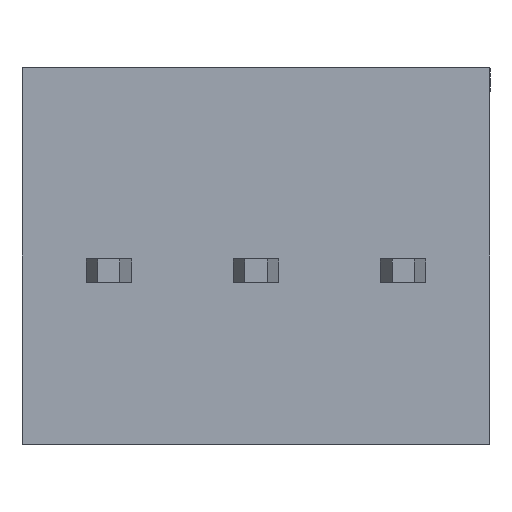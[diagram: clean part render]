
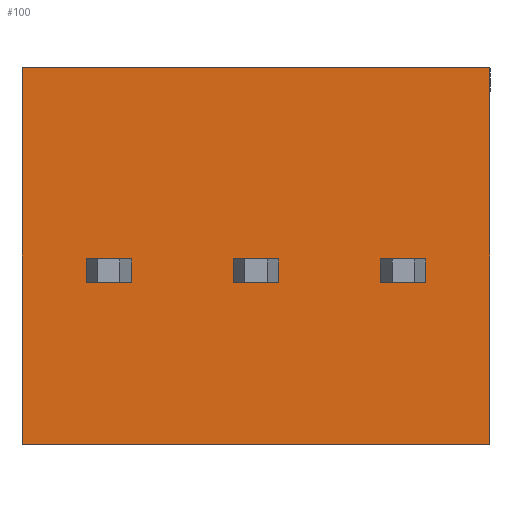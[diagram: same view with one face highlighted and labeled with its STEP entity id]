
A CAD part, front view. The second image highlights one B-rep face of the part: STEP entity #100.
In plain terms, the highlighted planar face has unit normal (0, -1, 0).
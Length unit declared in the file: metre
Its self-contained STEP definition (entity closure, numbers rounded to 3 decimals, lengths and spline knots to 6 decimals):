
#100 = ADVANCED_FACE( '', ( #220, #221, #222, #223 ), #224, .T. );
#220 = FACE_OUTER_BOUND( '', #362, .T. );
#221 = FACE_BOUND( '', #363, .T. );
#222 = FACE_BOUND( '', #364, .T. );
#223 = FACE_BOUND( '', #365, .T. );
#224 = PLANE( '', #366 );
#362 = EDGE_LOOP( '', ( #785, #786, #787, #788 ) );
#363 = EDGE_LOOP( '', ( #789, #790, #791, #792 ) );
#364 = EDGE_LOOP( '', ( #793, #794, #795, #796 ) );
#365 = EDGE_LOOP( '', ( #797, #798, #799, #800 ) );
#366 = AXIS2_PLACEMENT_3D( '', #801, #802, #803 );
#785 = ORIENTED_EDGE( '', *, *, #1024, .T. );
#786 = ORIENTED_EDGE( '', *, *, #986, .F. );
#787 = ORIENTED_EDGE( '', *, *, #1021, .F. );
#788 = ORIENTED_EDGE( '', *, *, #923, .T. );
#789 = ORIENTED_EDGE( '', *, *, #968, .T. );
#790 = ORIENTED_EDGE( '', *, *, #969, .T. );
#791 = ORIENTED_EDGE( '', *, *, #909, .F. );
#792 = ORIENTED_EDGE( '', *, *, #906, .F. );
#793 = ORIENTED_EDGE( '', *, *, #990, .T. );
#794 = ORIENTED_EDGE( '', *, *, #913, .T. );
#795 = ORIENTED_EDGE( '', *, *, #935, .F. );
#796 = ORIENTED_EDGE( '', *, *, #944, .F. );
#797 = ORIENTED_EDGE( '', *, *, #996, .T. );
#798 = ORIENTED_EDGE( '', *, *, #1025, .T. );
#799 = ORIENTED_EDGE( '', *, *, #998, .F. );
#800 = ORIENTED_EDGE( '', *, *, #889, .F. );
#801 = CARTESIAN_POINT( '', ( -0.004039, 0., 0.003505 ) );
#802 = DIRECTION( '', ( 0., -1., 0. ) );
#803 = DIRECTION( '', ( 0., 0., -1. ) );
#889 = EDGE_CURVE( '', #1039, #1041, #1042, .T. );
#906 = EDGE_CURVE( '', #1072, #1074, #1075, .T. );
#909 = EDGE_CURVE( '', #1074, #1079, #1080, .T. );
#913 = EDGE_CURVE( '', #1087, #1085, #1088, .T. );
#923 = EDGE_CURVE( '', #1106, #1104, #1107, .T. );
#935 = EDGE_CURVE( '', #1127, #1085, #1129, .T. );
#944 = EDGE_CURVE( '', #1141, #1127, #1143, .T. );
#968 = EDGE_CURVE( '', #1072, #1180, #1182, .T. );
#969 = EDGE_CURVE( '', #1180, #1079, #1183, .T. );
#986 = EDGE_CURVE( '', #1208, #1210, #1211, .T. );
#990 = EDGE_CURVE( '', #1141, #1087, #1216, .T. );
#996 = EDGE_CURVE( '', #1039, #1223, #1226, .T. );
#998 = EDGE_CURVE( '', #1041, #1228, #1229, .T. );
#1021 = EDGE_CURVE( '', #1106, #1208, #1260, .T. );
#1024 = EDGE_CURVE( '', #1104, #1210, #1264, .T. );
#1025 = EDGE_CURVE( '', #1223, #1228, #1265, .T. );
#1039 = VERTEX_POINT( '', #1284 );
#1041 = VERTEX_POINT( '', #1287 );
#1042 = LINE( '', #1288, #1289 );
#1072 = VERTEX_POINT( '', #1334 );
#1074 = VERTEX_POINT( '', #1337 );
#1075 = LINE( '', #1338, #1339 );
#1079 = VERTEX_POINT( '', #1345 );
#1080 = LINE( '', #1346, #1347 );
#1085 = VERTEX_POINT( '', #1354 );
#1087 = VERTEX_POINT( '', #1357 );
#1088 = LINE( '', #1358, #1359 );
#1104 = VERTEX_POINT( '', #1383 );
#1106 = VERTEX_POINT( '', #1386 );
#1107 = LINE( '', #1387, #1388 );
#1127 = VERTEX_POINT( '', #1416 );
#1129 = LINE( '', #1419, #1420 );
#1141 = VERTEX_POINT( '', #1439 );
#1143 = LINE( '', #1442, #1443 );
#1180 = VERTEX_POINT( '', #1501 );
#1182 = LINE( '', #1504, #1505 );
#1183 = LINE( '', #1506, #1507 );
#1208 = VERTEX_POINT( '', #1547 );
#1210 = VERTEX_POINT( '', #1550 );
#1211 = LINE( '', #1551, #1552 );
#1216 = LINE( '', #1560, #1561 );
#1223 = VERTEX_POINT( '', #1572 );
#1226 = LINE( '', #1576, #1577 );
#1228 = VERTEX_POINT( '', #1580 );
#1229 = LINE( '', #1581, #1582 );
#1260 = LINE( '', #1635, #1636 );
#1264 = LINE( '', #1641, #1642 );
#1265 = LINE( '', #1643, #1644 );
#1284 = CARTESIAN_POINT( '', ( -0.002934, 0., -0.000203 ) );
#1287 = CARTESIAN_POINT( '', ( -0.002146, 0., -0.000203 ) );
#1288 = CARTESIAN_POINT( '', ( -0.002934, 0., -0.000203 ) );
#1289 = VECTOR( '', #1663, 1. );
#1334 = CARTESIAN_POINT( '', ( 0.002146, 0., -0.000203 ) );
#1337 = CARTESIAN_POINT( '', ( 0.002934, 0., -0.000203 ) );
#1338 = CARTESIAN_POINT( '', ( 0.002146, 0., -0.000203 ) );
#1339 = VECTOR( '', #1680, 1. );
#1345 = CARTESIAN_POINT( '', ( 0.002934, 0., 0.000203 ) );
#1346 = CARTESIAN_POINT( '', ( 0.002934, 0., -0.000203 ) );
#1347 = VECTOR( '', #1683, 1. );
#1354 = CARTESIAN_POINT( '', ( 0.000394, 0., 0.000203 ) );
#1357 = CARTESIAN_POINT( '', ( -0.000394, 0., 0.000203 ) );
#1358 = CARTESIAN_POINT( '', ( -0.000394, 0., 0.000203 ) );
#1359 = VECTOR( '', #1687, 1. );
#1383 = CARTESIAN_POINT( '', ( -0.004039, 0., -0.002997 ) );
#1386 = CARTESIAN_POINT( '', ( -0.004039, 0., 0.003505 ) );
#1387 = CARTESIAN_POINT( '', ( -0.004039, 0., 0.003505 ) );
#1388 = VECTOR( '', #1697, 1. );
#1416 = CARTESIAN_POINT( '', ( 0.000394, 0., -0.000203 ) );
#1419 = CARTESIAN_POINT( '', ( 0.000394, 0., -0.000203 ) );
#1420 = VECTOR( '', #1713, 1. );
#1439 = CARTESIAN_POINT( '', ( -0.000394, 0., -0.000203 ) );
#1442 = CARTESIAN_POINT( '', ( -0.000394, 0., -0.000203 ) );
#1443 = VECTOR( '', #1722, 1. );
#1501 = CARTESIAN_POINT( '', ( 0.002146, 0., 0.000203 ) );
#1504 = CARTESIAN_POINT( '', ( 0.002146, 0., -0.000203 ) );
#1505 = VECTOR( '', #1748, 1. );
#1506 = CARTESIAN_POINT( '', ( 0.002146, 0., 0.000203 ) );
#1507 = VECTOR( '', #1749, 1. );
#1547 = CARTESIAN_POINT( '', ( 0.004039, 0., 0.003505 ) );
#1550 = CARTESIAN_POINT( '', ( 0.004039, 0., -0.002997 ) );
#1551 = CARTESIAN_POINT( '', ( 0.004039, 0., 0.003505 ) );
#1552 = VECTOR( '', #1766, 1. );
#1560 = CARTESIAN_POINT( '', ( -0.000394, 0., -0.000203 ) );
#1561 = VECTOR( '', #1770, 1. );
#1572 = CARTESIAN_POINT( '', ( -0.002934, 0., 0.000203 ) );
#1576 = CARTESIAN_POINT( '', ( -0.002934, 0., -0.000203 ) );
#1577 = VECTOR( '', #1776, 1. );
#1580 = CARTESIAN_POINT( '', ( -0.002146, 0., 0.000203 ) );
#1581 = CARTESIAN_POINT( '', ( -0.002146, 0., -0.000203 ) );
#1582 = VECTOR( '', #1778, 1. );
#1635 = CARTESIAN_POINT( '', ( -0.004039, 0., 0.003505 ) );
#1636 = VECTOR( '', #1801, 1. );
#1641 = CARTESIAN_POINT( '', ( -0.004039, 0., -0.002997 ) );
#1642 = VECTOR( '', #1806, 1. );
#1643 = CARTESIAN_POINT( '', ( -0.002934, 0., 0.000203 ) );
#1644 = VECTOR( '', #1807, 1. );
#1663 = DIRECTION( '', ( 1., 0., 0. ) );
#1680 = DIRECTION( '', ( 1., 0., 0. ) );
#1683 = DIRECTION( '', ( 0., 0., 1. ) );
#1687 = DIRECTION( '', ( 1., 0., 0. ) );
#1697 = DIRECTION( '', ( 0., 0., -1. ) );
#1713 = DIRECTION( '', ( 0., 0., 1. ) );
#1722 = DIRECTION( '', ( 1., 0., 0. ) );
#1748 = DIRECTION( '', ( 0., 0., 1. ) );
#1749 = DIRECTION( '', ( 1., 0., 0. ) );
#1766 = DIRECTION( '', ( 0., 0., -1. ) );
#1770 = DIRECTION( '', ( 0., 0., 1. ) );
#1776 = DIRECTION( '', ( 0., 0., 1. ) );
#1778 = DIRECTION( '', ( 0., 0., 1. ) );
#1801 = DIRECTION( '', ( 1., 0., 0. ) );
#1806 = DIRECTION( '', ( 1., 0., 0. ) );
#1807 = DIRECTION( '', ( 1., 0., 0. ) );
